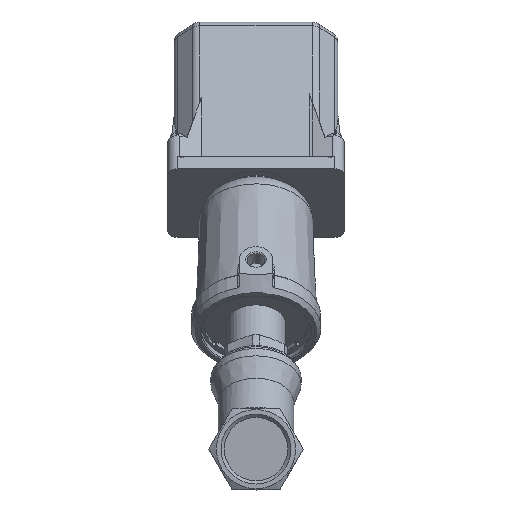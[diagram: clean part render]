
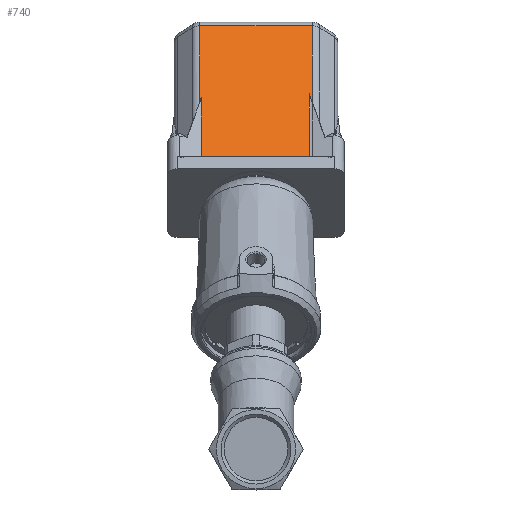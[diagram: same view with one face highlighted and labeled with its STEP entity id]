
A CAD part, left-side view. The second image highlights one B-rep face of the part: STEP entity #740.
In plain terms, the highlighted face is planar.
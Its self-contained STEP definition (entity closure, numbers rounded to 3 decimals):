
#740 = ADVANCED_FACE( '', ( #1697 ), #1698, .T. );
#1697 = FACE_OUTER_BOUND( '', #4913, .T. );
#1698 = PLANE( '', #4914 );
#4913 = EDGE_LOOP( '', ( #16267, #16268, #16269, #16270, #16271, #16272, #16273, #16274 ) );
#4914 = AXIS2_PLACEMENT_3D( '', #16275, #16276, #16277 );
#16267 = ORIENTED_EDGE( '', *, *, #18978, .T. );
#16268 = ORIENTED_EDGE( '', *, *, #18602, .F. );
#16269 = ORIENTED_EDGE( '', *, *, #18979, .T. );
#16270 = ORIENTED_EDGE( '', *, *, #18980, .T. );
#16271 = ORIENTED_EDGE( '', *, *, #18790, .T. );
#16272 = ORIENTED_EDGE( '', *, *, #18981, .F. );
#16273 = ORIENTED_EDGE( '', *, *, #18458, .T. );
#16274 = ORIENTED_EDGE( '', *, *, #18982, .T. );
#16275 = CARTESIAN_POINT( '', ( 22.5, 41.5, 28.929 ) );
#16276 = DIRECTION( '', ( 1., 0., 0. ) );
#16277 = DIRECTION( '', ( 0., 1., 0. ) );
#18458 = EDGE_CURVE( '', #19814, #19812, #19815, .T. );
#18602 = EDGE_CURVE( '', #20062, #20064, #20065, .T. );
#18790 = EDGE_CURVE( '', #20374, #20372, #20375, .T. );
#18978 = EDGE_CURVE( '', #20664, #20064, #20665, .T. );
#18979 = EDGE_CURVE( '', #20062, #20666, #20667, .T. );
#18980 = EDGE_CURVE( '', #20666, #20374, #20668, .T. );
#18981 = EDGE_CURVE( '', #19814, #20372, #20669, .T. );
#18982 = EDGE_CURVE( '', #19812, #20664, #20670, .T. );
#19812 = VERTEX_POINT( '', #22118 );
#19814 = VERTEX_POINT( '', #22121 );
#19815 = LINE( '', #22122, #22123 );
#20062 = VERTEX_POINT( '', #23172 );
#20064 = VERTEX_POINT( '', #23174 );
#20065 = LINE( '', #23175, #23176 );
#20372 = VERTEX_POINT( '', #24208 );
#20374 = VERTEX_POINT( '', #24210 );
#20375 = LINE( '', #24211, #24212 );
#20664 = VERTEX_POINT( '', #25681 );
#20665 = LINE( '', #25682, #25683 );
#20666 = VERTEX_POINT( '', #25684 );
#20667 = LINE( '', #25685, #25686 );
#20668 = LINE( '', #25687, #25688 );
#20669 = LINE( '', #25689, #25690 );
#20670 = LINE( '', #25691, #25692 );
#22118 = CARTESIAN_POINT( '', ( 22.5, -41.768, 26.07 ) );
#22121 = CARTESIAN_POINT( '', ( 22.5, -5.362, 26.07 ) );
#22122 = CARTESIAN_POINT( '', ( 22.5, -31.5, 26.07 ) );
#22123 = VECTOR( '', #29182, 1000. );
#23172 = CARTESIAN_POINT( '', ( 22.5, -8.195, -26.858 ) );
#23174 = CARTESIAN_POINT( '', ( 22.5, -2.914, -25.389 ) );
#23175 = CARTESIAN_POINT( '', ( 22.5, 52.332, -10.027 ) );
#23176 = VECTOR( '', #29350, 1000. );
#24208 = CARTESIAN_POINT( '', ( 22.5, -8.195, 26.858 ) );
#24210 = CARTESIAN_POINT( '', ( 22.5, 39.5, 26.858 ) );
#24211 = CARTESIAN_POINT( '', ( 22.5, 41.5, 26.858 ) );
#24212 = VECTOR( '', #29568, 1000. );
#25681 = CARTESIAN_POINT( '', ( 22.5, -41.768, -25.389 ) );
#25682 = CARTESIAN_POINT( '', ( 22.5, -5.362, -25.389 ) );
#25683 = VECTOR( '', #29757, 1000. );
#25684 = CARTESIAN_POINT( '', ( 22.5, 39.5, -26.858 ) );
#25685 = CARTESIAN_POINT( '', ( 22.5, 41.5, -26.858 ) );
#25686 = VECTOR( '', #29758, 1000. );
#25687 = CARTESIAN_POINT( '', ( 22.5, 39.5, 28.929 ) );
#25688 = VECTOR( '', #29759, 1000. );
#25689 = CARTESIAN_POINT( '', ( 22.5, 37.399, 14.18 ) );
#25690 = VECTOR( '', #29760, 1000. );
#25691 = CARTESIAN_POINT( '', ( 22.5, -41.768, 132.582 ) );
#25692 = VECTOR( '', #29761, 1000. );
#29182 = DIRECTION( '', ( 0., -1., 0. ) );
#29350 = DIRECTION( '', ( 0., 0.963, 0.268 ) );
#29568 = DIRECTION( '', ( 0., -1., 0. ) );
#29757 = DIRECTION( '', ( 0., 1., 0. ) );
#29758 = DIRECTION( '', ( 0., 1., 0. ) );
#29759 = DIRECTION( '', ( 0., 0., 1. ) );
#29760 = DIRECTION( '', ( 0., -0.963, 0.268 ) );
#29761 = DIRECTION( '', ( 0., 0., -1. ) );
